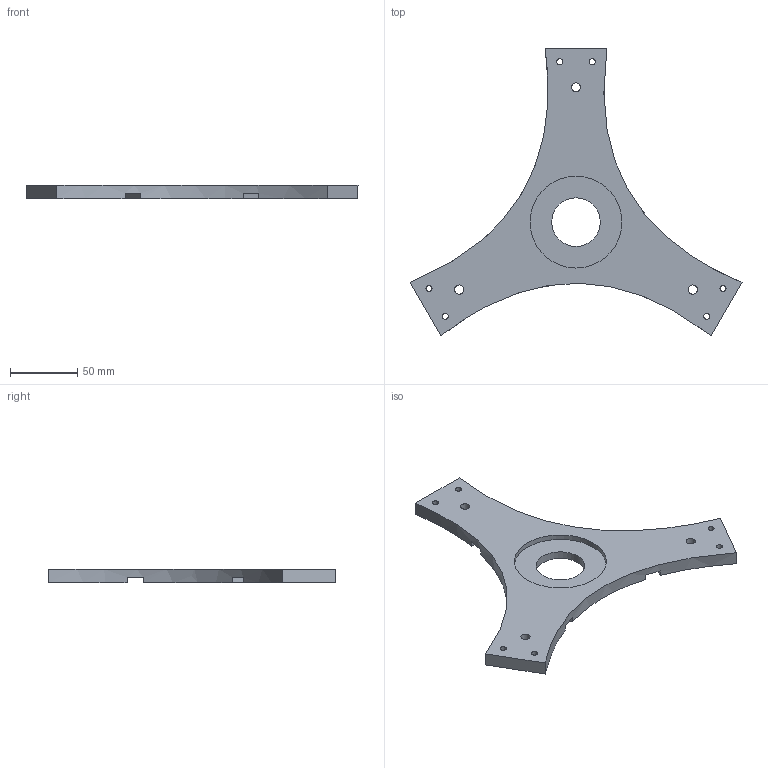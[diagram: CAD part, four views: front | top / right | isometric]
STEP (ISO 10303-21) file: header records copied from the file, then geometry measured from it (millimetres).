
FILE_DESCRIPTION(('FreeCAD Model'),'2;1');
FILE_NAME('Open CASCADE Shape Model','2024-10-17T16:11:25',(''),(''), 'Open CASCADE STEP processor 7.6','FreeCAD','Unknown');
FILE_SCHEMA(('AUTOMOTIVE_DESIGN { 1 0 10303 214 1 1 1 1 }'));
Length unit declared in the file: millimetre
Products named in the file (1): Body
Bounding box: 246.29 x 213.29 x 10 mm (x, y, z)
Volume: 155942 mm3; surface area: 46731.3 mm2
Topology: 1 solids, 1 shells, 44 faces, 108 edges, 70 vertices
Faces by surface type: plane 21, cylinder 14, cone 6, extrusion 3
Full cylindrical faces by diameter (mm): 4.5 x6, 6.8 x3, 8 x3, 36 x1, 68.2 x1
Entity records: 4090 total; most frequent: CARTESIAN_POINT 2020, DIRECTION 325, ORIENTED_EDGE 216, PCURVE 216, DEFINITIONAL_REPRESENTATION 216, VECTOR 160, LINE 157, EDGE_CURVE 108
